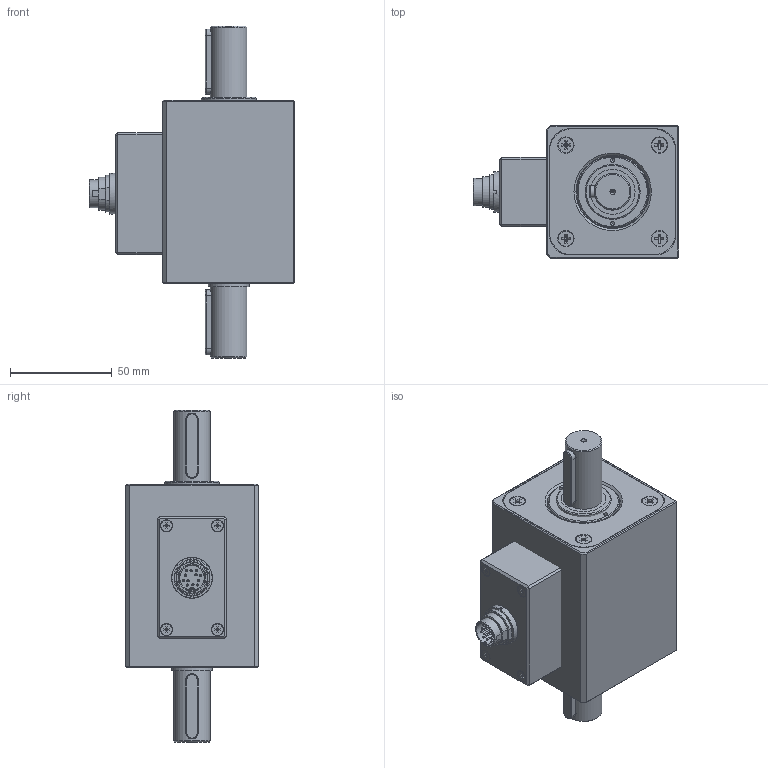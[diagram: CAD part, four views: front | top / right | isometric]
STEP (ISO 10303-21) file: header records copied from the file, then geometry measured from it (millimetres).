
FILE_DESCRIPTION( ( 'Unknown' ), '1' );
FILE_NAME( '2643-Z31_DOC-00104206.stp', 'Unknown', ( 'Unknown' ), ( 'Unknown' ), 'PSStep 17.0.49', 'Unknown', ' ' );
FILE_SCHEMA( ( 'AUTOMOTIVE_DESIGN { 1 0 10303 214 1 1 1 1 }' ) );
Length unit declared in the file: millimetre
Products named in the file (47): 2643-B15_Elektronikgehäuse_DOC-00067869; Senkschraube DIN 965-M3x30-H; Senkschraube DIN 965-M3x30-H-oa11; Senkschraube DIN 965-M3x30-H-oa12; Senkschraube DIN 965-M3x30-H-oa13; 2643-107_DOC-00105004; 2643-B18_DOC-00071177; 2643-018_DOC-00062334_DOC-00062334; 2643-021_DOC-00062353_DOC-00062353; DIN 625-T1-6006-2RS_30x55x13; DIN 625-T1-6006-2RS_30x55x13-oa8; 2643-017_DOC-00062329_DOC-00062329; DIN 5405-T1-K_20x24x13; Gewindestift DIN 914-M2x4; Gewindestift DIN 914-M2x4-oa9; 2643-052_DOC-00071185; Paßfeder A6x6x32 DIN 6885; Paßfeder A6x6x32 DIN 6885-oa10; 2643-B07_DOC-00062357_DOC-00062357; 2643-022_DOC-00062358_DOC-00062358-oa0; 2643-023_DOC-00062362_DOC-00062362; 2643-027_DOC-00062380_DOC-00062380; Senkschraube DIN 965-M4x8-H; Senkschraube DIN 965-M4x8-H-oa1; Senkschraube DIN 965-M4x8-H-oa2; Senkschraube DIN 965-M4x8-H-oa3; Senkschraube DIN 965-M4x8-H-oa4; Senkschraube DIN 965-M4x8-H-oa5; Senkschraube DIN 965-M4x8-H-oa6; Senkschraube DIN 965-M4x8-H-oa7; Assem1; Mutter fuer Flanschst_DOC-00098240; cerl0B20E61Fok6c
Assembly tree (46 placements, depth 3):
  Assem1
    Mutter fuer Flanschst_DOC-00098240
    cerl0B20E61Fok6c
    2643-B07_DOC-00062357_DOC-00062357
      2643-022_DOC-00062358_DOC-00062358-oa0
      2643-023_DOC-00062362_DOC-00062362
      2643-027_DOC-00062380_DOC-00062380
      Senkschraube DIN 965-M4x8-H
      Senkschraube DIN 965-M4x8-H-oa1
      Senkschraube DIN 965-M4x8-H-oa2
      Senkschraube DIN 965-M4x8-H-oa3
      Senkschraube DIN 965-M4x8-H-oa4
      Senkschraube DIN 965-M4x8-H-oa5
      Senkschraube DIN 965-M4x8-H-oa6
      Senkschraube DIN 965-M4x8-H-oa7
    2643-B18_DOC-00071177
      2643-018_DOC-00062334_DOC-00062334
      2643-021_DOC-00062353_DOC-00062353
      DIN 625-T1-6006-2RS_30x55x13
      DIN 625-T1-6006-2RS_30x55x13
      DIN 625-T1-6006-2RS_30x55x13
      DIN 625-T1-6006-2RS_30x55x13
      DIN 625-T1-6006-2RS_30x55x13
      DIN 625-T1-6006-2RS_30x55x13
      DIN 625-T1-6006-2RS_30x55x13
      DIN 625-T1-6006-2RS_30x55x13-oa8
      DIN 625-T1-6006-2RS_30x55x13-oa8
      DIN 625-T1-6006-2RS_30x55x13-oa8
      DIN 625-T1-6006-2RS_30x55x13-oa8
      DIN 625-T1-6006-2RS_30x55x13-oa8
      DIN 625-T1-6006-2RS_30x55x13-oa8
      DIN 625-T1-6006-2RS_30x55x13-oa8
      2643-017_DOC-00062329_DOC-00062329
      DIN 5405-T1-K_20x24x13
      DIN 5405-T1-K_20x24x13
      DIN 5405-T1-K_20x24x13
      Gewindestift DIN 914-M2x4
      Gewindestift DIN 914-M2x4-oa9
      2643-052_DOC-00071185
      Paßfeder A6x6x32 DIN 6885
      Paßfeder A6x6x32 DIN 6885-oa10
    2643-B15_Elektronikgehäuse_DOC-00067869
      Senkschraube DIN 965-M3x30-H
      Senkschraube DIN 965-M3x30-H-oa11
      Senkschraube DIN 965-M3x30-H-oa12
      Senkschraube DIN 965-M3x30-H-oa13
      2643-107_DOC-00105004
Bounding box: 101 x 65 x 163 mm (x, y, z)
Volume: 338800.4 mm3; surface area: 154294.1 mm2
Topology: 43 solids, 46 shells, 892 faces, 2032 edges, 1308 vertices
Faces by surface type: plane 431, cylinder 267, cone 98, torus 95, bspline 1
Full cylindrical faces by diameter (mm): 0.7 x24, 1.25 x2, 1.567 x2, 2 x6, 2.387 x4, 3 x4, 3.141 x8, 3.2 x4, 3.242 x8, 4 x8, 4.3 x8, 4.917 x4, 5.6 x4, 6 x2, 7.5 x8, 11.7 x1, 12 x1, 12.85 x1, 13.6 x1, 15 x1, 16 x1, 17.188 x1, 18 x2, 20 x4, 20.02 x1, 20.5 x1, 21 x1, 21.2 x2, 22 x2, 22.8 x2
Entity records: 30479 total; most frequent: DIRECTION 4094, CARTESIAN_POINT 4064, ORIENTED_EDGE 3072, AXIS2_PLACEMENT_3D 1645, EDGE_CURVE 1536, EDGE_LOOP 1396, VERTEX_POINT 1195, FACE_OUTER_BOUND 1144
